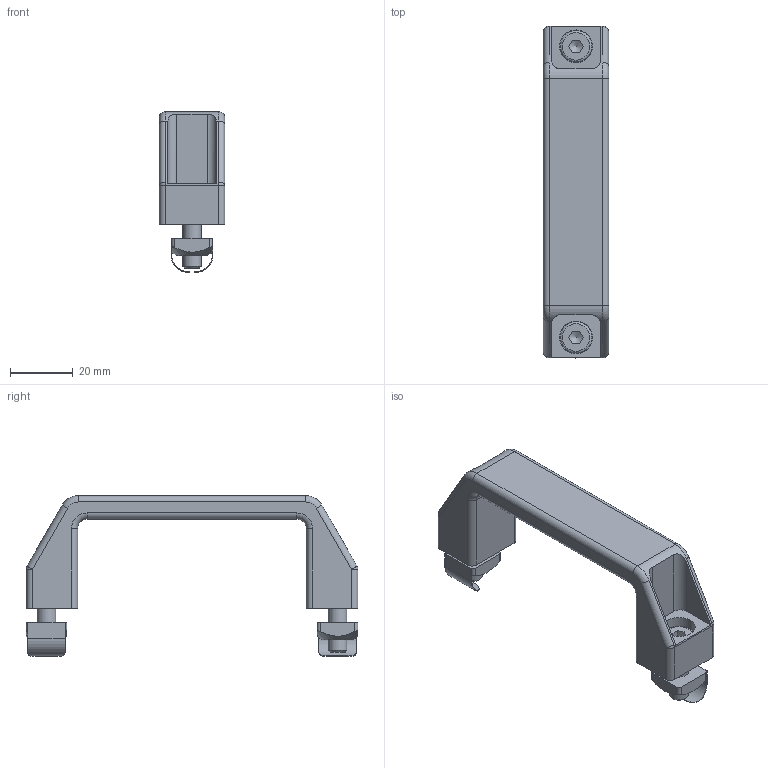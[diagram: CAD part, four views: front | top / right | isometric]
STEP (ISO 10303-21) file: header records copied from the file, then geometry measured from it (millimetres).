
FILE_DESCRIPTION(/* description */ ('Handgriff 90 grau F'),/* implementation_level */ '2;1');
FILE_NAME(/* name */ 'ZEI_CAD_211099-4-REV00_#SALL_#AIN_#V1.step',/* time_stamp */ '2022-10-10T06:56:56+02:00',/* author */ ('MiniTec'),/* organization */ ('MiniTec GmbH & Co.KG'),/* preprocessor_version */ 'ST-DEVELOPER v18.1',/* originating_system */ 'Autodesk Inventor 2021',/* authorisation */ '');
FILE_SCHEMA (('CONFIG_CONTROL_DESIGN'));
Length unit declared in the file: millimetre
Products named in the file (4): leer; 21-1351-2FZ.005; leer_1; leer_2
Assembly tree (5 placements, depth 2):
  leer
    21-1351-2FZ.005  x2
    leer_1
    leer_2  x2
Bounding box: 21 x 106 x 51.31 mm (x, y, z)
Volume: 26055.4 mm3; surface area: 13508.4 mm2
Topology: 5 solids, 5 shells, 136 faces, 344 edges, 222 vertices
Faces by surface type: plane 62, cylinder 52, torus 12, cone 6, sphere 4
Full cylindrical faces by diameter (mm): 6 x4, 6.5 x2, 10 x2, 10.5 x2
Entity records: 3284 total; most frequent: CARTESIAN_POINT 693, DIRECTION 538, ORIENTED_EDGE 500, EDGE_CURVE 250, AXIS2_PLACEMENT_3D 205, VERTEX_POINT 159, LINE 128, VECTOR 128
